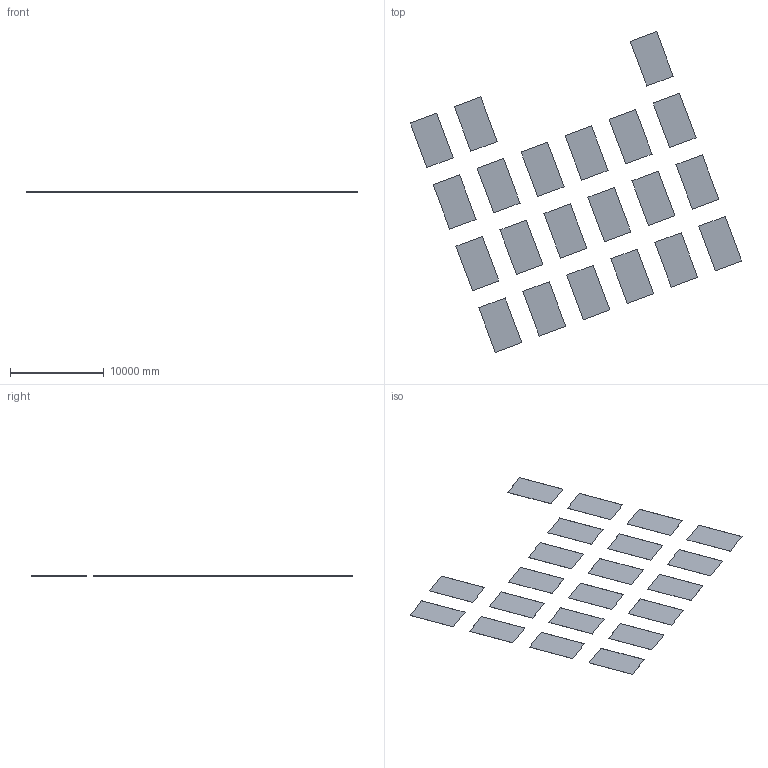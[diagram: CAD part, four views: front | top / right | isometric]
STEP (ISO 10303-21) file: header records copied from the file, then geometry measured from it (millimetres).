
FILE_DESCRIPTION (( 'STEP AP203' ), '1' );
FILE_NAME ('Part1_Default_sldprt.STEP', '2023-03-20T08:05:17', ( '' ), ( '' ), 'SwSTEP 2.0', 'SolidWorks 2019', '' );
FILE_SCHEMA (( 'CONFIG_CONTROL_DESIGN' ));
Length unit declared in the file: metre
Products named in the file (1): Part1_Default_sldprt
Bounding box: 35320.87 x 34185.51 x 10 mm (x, y, z)
Volume: 3197171910.8 mm3; surface area: 642825830.1 mm2
Topology: 21 solids, 21 shells, 126 faces, 252 edges, 168 vertices
Faces by surface type: plane 126
Entity records: 3233 total; most frequent: CARTESIAN_POINT 547, DIRECTION 506, ORIENTED_EDGE 504, LINE 252, EDGE_CURVE 252, VECTOR 252, VERTEX_POINT 168, AXIS2_PLACEMENT_3D 127
